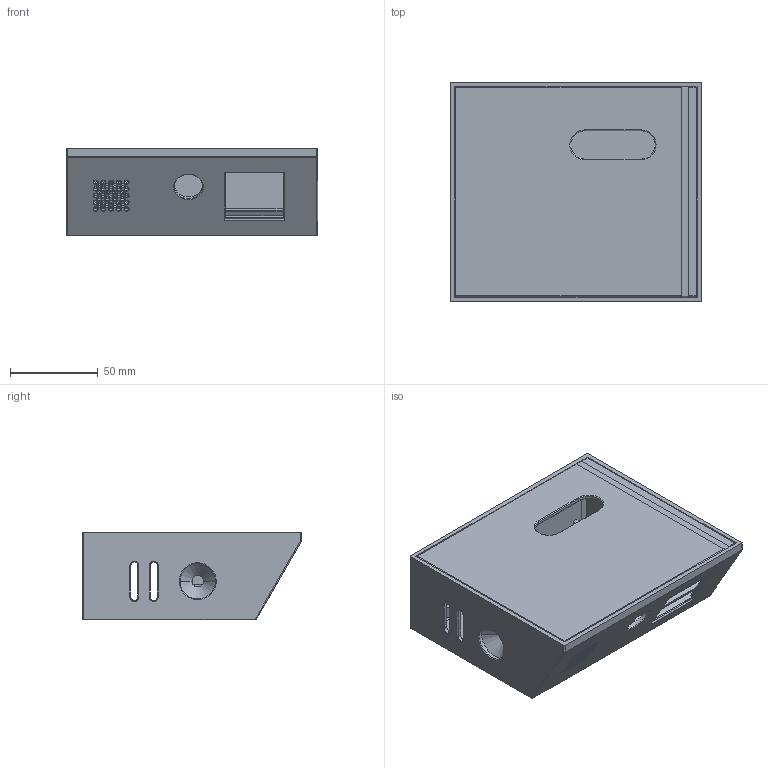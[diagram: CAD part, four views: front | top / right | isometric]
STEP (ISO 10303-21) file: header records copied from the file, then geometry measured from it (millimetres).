
FILE_DESCRIPTION(/* description */ (''),/* implementation_level */ '2;1');
FILE_NAME(/* name */ 'Flammendetektor-Gehaeuse-2025.step',/* time_stamp */ '2025-06-15T14:51:21+02:00',/* author */ (''),/* organization */ (''),/* preprocessor_version */ 'ST-DEVELOPER v20.1',/* originating_system */ 'Autodesk Translation Framework v14.10.0.0',/* authorisation */ '');
FILE_SCHEMA (('AUTOMOTIVE_DESIGN { 1 0 10303 214 3 1 1 }'));
Length unit declared in the file: millimetre
Products named in the file (1): Flammendetektor-Gehaeuse-breiter
Bounding box: 143 x 124.5 x 50 mm (x, y, z)
Volume: 157451.1 mm3; surface area: 124526.1 mm2
Topology: 4 solids, 4 shells, 1199 faces, 3130 edges, 1979 vertices
Faces by surface type: plane 468, cylinder 298, bspline 253, torus 134, sphere 36, cone 10
Full cylindrical faces by diameter (mm): 2.5 x40, 2.56 x1, 3 x2, 3.2 x8, 6 x2, 8 x2, 16 x1, 20 x1
Entity records: 40340 total; most frequent: CARTESIAN_POINT 11852, ORIENTED_EDGE 6256, DIRECTION 5303, EDGE_CURVE 3128, VERTEX_POINT 1979, AXIS2_PLACEMENT_3D 1771, LINE 1761, VECTOR 1761
